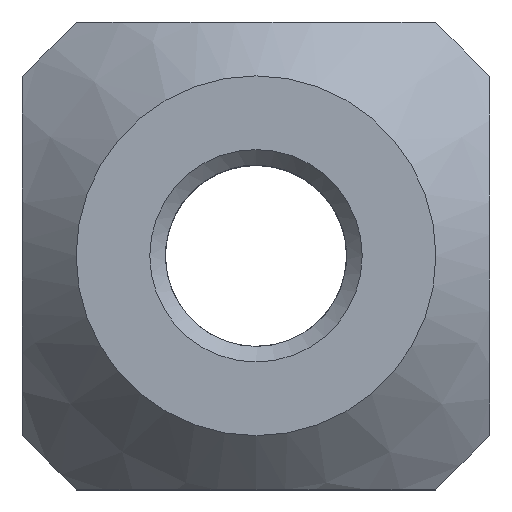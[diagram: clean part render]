
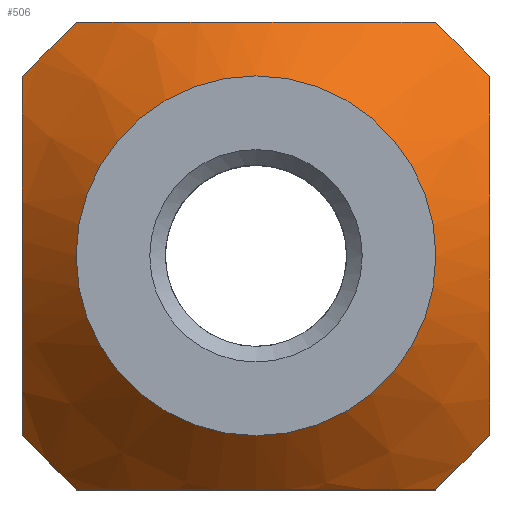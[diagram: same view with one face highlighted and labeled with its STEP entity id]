
A CAD part, top view. The second image highlights one B-rep face of the part: STEP entity #506.
In plain terms, the highlighted conical face has half-angle 45 degrees and reference radius 5.25 mm.
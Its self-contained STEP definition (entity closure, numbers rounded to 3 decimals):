
#17=(
BOUNDED_CURVE()
B_SPLINE_CURVE(2,(#1717,#1718,#1719),.UNSPECIFIED.,.F.,.F.)
B_SPLINE_CURVE_WITH_KNOTS((3,3),(-1.072,-0.381),
 .UNSPECIFIED.)
CURVE()
GEOMETRIC_REPRESENTATION_ITEM()
RATIONAL_B_SPLINE_CURVE((1.385,1.385,1.225))
REPRESENTATION_ITEM('')
);
#18=(
BOUNDED_CURVE()
B_SPLINE_CURVE(2,(#1724,#1725,#1726),.UNSPECIFIED.,.F.,.F.)
B_SPLINE_CURVE_WITH_KNOTS((3,3),(-1.764,-1.072),
 .UNSPECIFIED.)
CURVE()
GEOMETRIC_REPRESENTATION_ITEM()
RATIONAL_B_SPLINE_CURVE((1.225,1.385,1.385))
REPRESENTATION_ITEM('')
);
#19=(
BOUNDED_CURVE()
B_SPLINE_CURVE(2,(#1728,#1729,#1730),.UNSPECIFIED.,.F.,.F.)
B_SPLINE_CURVE_WITH_KNOTS((3,3),(3.258,5.581),
 .UNSPECIFIED.)
CURVE()
GEOMETRIC_REPRESENTATION_ITEM()
RATIONAL_B_SPLINE_CURVE((1.061,1.07,1.061))
REPRESENTATION_ITEM('')
);
#20=(
BOUNDED_CURVE()
B_SPLINE_CURVE(2,(#1732,#1733,#1734),.UNSPECIFIED.,.F.,.F.)
B_SPLINE_CURVE_WITH_KNOTS((3,3),(2.741,15.589),
 .UNSPECIFIED.)
CURVE()
GEOMETRIC_REPRESENTATION_ITEM()
RATIONAL_B_SPLINE_CURVE((1.157,1.459,1.157))
REPRESENTATION_ITEM('')
);
#21=(
BOUNDED_CURVE()
B_SPLINE_CURVE(2,(#1736,#1737,#1738),.UNSPECIFIED.,.F.,.F.)
B_SPLINE_CURVE_WITH_KNOTS((3,3),(3.258,5.581),
 .UNSPECIFIED.)
CURVE()
GEOMETRIC_REPRESENTATION_ITEM()
RATIONAL_B_SPLINE_CURVE((1.061,1.07,1.061))
REPRESENTATION_ITEM('')
);
#22=(
BOUNDED_CURVE()
B_SPLINE_CURVE(2,(#1740,#1741,#1742),.UNSPECIFIED.,.F.,.F.)
B_SPLINE_CURVE_WITH_KNOTS((3,3),(0.381,1.764),
 .UNSPECIFIED.)
CURVE()
GEOMETRIC_REPRESENTATION_ITEM()
RATIONAL_B_SPLINE_CURVE((1.225,1.545,1.225))
REPRESENTATION_ITEM('')
);
#23=(
BOUNDED_CURVE()
B_SPLINE_CURVE(2,(#1744,#1745,#1746),.UNSPECIFIED.,.F.,.F.)
B_SPLINE_CURVE_WITH_KNOTS((3,3),(3.258,5.581),
 .UNSPECIFIED.)
CURVE()
GEOMETRIC_REPRESENTATION_ITEM()
RATIONAL_B_SPLINE_CURVE((1.061,1.07,1.061))
REPRESENTATION_ITEM('')
);
#24=(
BOUNDED_CURVE()
B_SPLINE_CURVE(2,(#1748,#1749,#1750),.UNSPECIFIED.,.F.,.F.)
B_SPLINE_CURVE_WITH_KNOTS((3,3),(2.741,15.589),
 .UNSPECIFIED.)
CURVE()
GEOMETRIC_REPRESENTATION_ITEM()
RATIONAL_B_SPLINE_CURVE((1.157,1.459,1.157))
REPRESENTATION_ITEM('')
);
#25=(
BOUNDED_CURVE()
B_SPLINE_CURVE(2,(#1751,#1752,#1753),.UNSPECIFIED.,.F.,.F.)
B_SPLINE_CURVE_WITH_KNOTS((3,3),(3.258,5.581),
 .UNSPECIFIED.)
CURVE()
GEOMETRIC_REPRESENTATION_ITEM()
RATIONAL_B_SPLINE_CURVE((1.061,1.07,1.061))
REPRESENTATION_ITEM('')
);
#28=CONICAL_SURFACE('',#557,5.25,0.785);
#61=FACE_OUTER_BOUND('',#90,.T.);
#90=EDGE_LOOP('',(#420,#421,#422,#423,#424,#425,#426,#427,#428,#429,#430,
#431));
#140=CIRCLE('',#558,5.);
#153=LINE('',#1721,#182);
#182=VECTOR('',#637,5.25);
#230=VERTEX_POINT('',#1715);
#231=VERTEX_POINT('',#1716);
#232=VERTEX_POINT('',#1720);
#233=VERTEX_POINT('',#1723);
#234=VERTEX_POINT('',#1727);
#235=VERTEX_POINT('',#1731);
#236=VERTEX_POINT('',#1735);
#237=VERTEX_POINT('',#1739);
#238=VERTEX_POINT('',#1743);
#239=VERTEX_POINT('',#1747);
#297=EDGE_CURVE('',#230,#231,#17,.F.);
#298=EDGE_CURVE('',#231,#232,#153,.T.);
#299=EDGE_CURVE('',#232,#232,#140,.T.);
#300=EDGE_CURVE('',#231,#233,#18,.F.);
#301=EDGE_CURVE('',#233,#234,#19,.T.);
#302=EDGE_CURVE('',#234,#235,#20,.T.);
#303=EDGE_CURVE('',#235,#236,#21,.T.);
#304=EDGE_CURVE('',#236,#237,#22,.T.);
#305=EDGE_CURVE('',#237,#238,#23,.T.);
#306=EDGE_CURVE('',#238,#239,#24,.T.);
#307=EDGE_CURVE('',#239,#230,#25,.T.);
#420=ORIENTED_EDGE('',*,*,#297,.T.);
#421=ORIENTED_EDGE('',*,*,#298,.T.);
#422=ORIENTED_EDGE('',*,*,#299,.T.);
#423=ORIENTED_EDGE('',*,*,#298,.F.);
#424=ORIENTED_EDGE('',*,*,#300,.T.);
#425=ORIENTED_EDGE('',*,*,#301,.T.);
#426=ORIENTED_EDGE('',*,*,#302,.T.);
#427=ORIENTED_EDGE('',*,*,#303,.T.);
#428=ORIENTED_EDGE('',*,*,#304,.T.);
#429=ORIENTED_EDGE('',*,*,#305,.T.);
#430=ORIENTED_EDGE('',*,*,#306,.T.);
#431=ORIENTED_EDGE('',*,*,#307,.T.);
#506=ADVANCED_FACE('',(#61),#28,.T.);
#557=AXIS2_PLACEMENT_3D('',#1714,#635,#636);
#558=AXIS2_PLACEMENT_3D('',#1722,#638,#639);
#635=DIRECTION('center_axis',(0.,0.,-1.));
#636=DIRECTION('ref_axis',(0.,1.,0.));
#637=DIRECTION('',(0.,0.707,0.707));
#638=DIRECTION('center_axis',(0.,0.,-1.));
#639=DIRECTION('ref_axis',(0.,1.,0.));
#1714=CARTESIAN_POINT('Origin',(0.,0.,5.25));
#1715=CARTESIAN_POINT('',(-4.998,-6.5,2.301));
#1716=CARTESIAN_POINT('',(0.,-6.5,4.));
#1717=CARTESIAN_POINT('Ctrl Pts',(0.,-6.5,4.));
#1718=CARTESIAN_POINT('Ctrl Pts',(-2.21,-6.5,4.));
#1719=CARTESIAN_POINT('Ctrl Pts',(-4.998,-6.5,2.301));
#1720=CARTESIAN_POINT('',(0.,-5.,5.5));
#1721=CARTESIAN_POINT('',(0.,-5.25,5.25));
#1722=CARTESIAN_POINT('Origin',(0.,0.,5.5));
#1723=CARTESIAN_POINT('',(4.998,-6.5,2.301));
#1724=CARTESIAN_POINT('Ctrl Pts',(4.998,-6.5,2.301));
#1725=CARTESIAN_POINT('Ctrl Pts',(2.21,-6.5,4.));
#1726=CARTESIAN_POINT('Ctrl Pts',(0.,-6.5,4.));
#1727=CARTESIAN_POINT('',(6.5,-4.998,2.301));
#1728=CARTESIAN_POINT('Ctrl Pts',(4.998,-6.5,2.301));
#1729=CARTESIAN_POINT('Ctrl Pts',(5.749,-5.749,2.439));
#1730=CARTESIAN_POINT('Ctrl Pts',(6.5,-4.998,2.301));
#1731=CARTESIAN_POINT('',(6.5,4.998,2.301));
#1732=CARTESIAN_POINT('Ctrl Pts',(6.5,-4.998,2.301));
#1733=CARTESIAN_POINT('Ctrl Pts',(6.5,0.,5.347));
#1734=CARTESIAN_POINT('Ctrl Pts',(6.5,4.998,2.301));
#1735=CARTESIAN_POINT('',(4.998,6.5,2.301));
#1736=CARTESIAN_POINT('Ctrl Pts',(6.5,4.998,2.301));
#1737=CARTESIAN_POINT('Ctrl Pts',(5.749,5.749,2.439));
#1738=CARTESIAN_POINT('Ctrl Pts',(4.998,6.5,2.301));
#1739=CARTESIAN_POINT('',(-4.998,6.5,2.301));
#1740=CARTESIAN_POINT('Ctrl Pts',(4.998,6.5,2.301));
#1741=CARTESIAN_POINT('Ctrl Pts',(0.,6.5,5.347));
#1742=CARTESIAN_POINT('Ctrl Pts',(-4.998,6.5,2.301));
#1743=CARTESIAN_POINT('',(-6.5,4.998,2.301));
#1744=CARTESIAN_POINT('Ctrl Pts',(-4.998,6.5,2.301));
#1745=CARTESIAN_POINT('Ctrl Pts',(-5.749,5.749,2.439));
#1746=CARTESIAN_POINT('Ctrl Pts',(-6.5,4.998,2.301));
#1747=CARTESIAN_POINT('',(-6.5,-4.998,2.301));
#1748=CARTESIAN_POINT('Ctrl Pts',(-6.5,4.998,2.301));
#1749=CARTESIAN_POINT('Ctrl Pts',(-6.5,0.,5.347));
#1750=CARTESIAN_POINT('Ctrl Pts',(-6.5,-4.998,2.301));
#1751=CARTESIAN_POINT('Ctrl Pts',(-6.5,-4.998,2.301));
#1752=CARTESIAN_POINT('Ctrl Pts',(-5.749,-5.749,2.439));
#1753=CARTESIAN_POINT('Ctrl Pts',(-4.998,-6.5,2.301));
